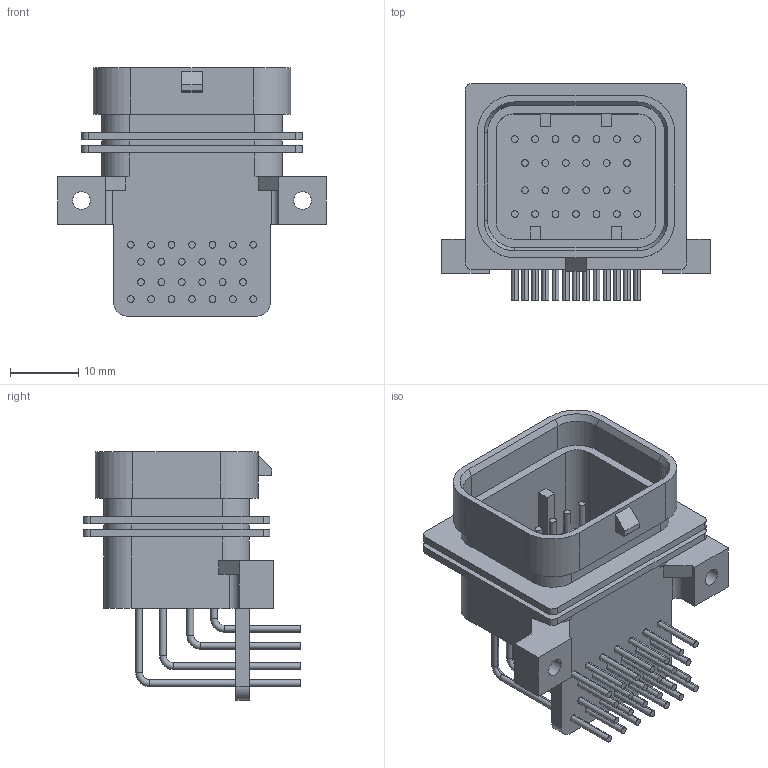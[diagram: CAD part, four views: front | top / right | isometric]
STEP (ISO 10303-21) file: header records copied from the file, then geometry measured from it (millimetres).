
FILE_DESCRIPTION((''),'2;1');
FILE_NAME('C-6437288-4','2010-02-15T',('workeradm'),(''),'PRO/ENGINEER BY PARAMETRIC TECHNOLOGY CORPORATION, 2008380','PRO/ENGINEER BY PARAMETRIC TECHNOLOGY CORPORATION, 2008380','');
FILE_SCHEMA(('AUTOMOTIVE_DESIGN { 1 0 10303 214 1 1 1 1 }'));
Length unit declared in the file: millimetre
Products named in the file (1): C-6437288-4
Bounding box: 39.5 x 31.9 x 36.5 mm (x, y, z)
Volume: 7194.1 mm3; surface area: 10083.6 mm2
Topology: 1 solids, 1 shells, 448 faces, 1046 edges, 660 vertices
Faces by surface type: cylinder 251, plane 141, torus 52, cone 4
Entity records: 13064 total; most frequent: DIRECTION 2500, CARTESIAN_POINT 2155, ORIENTED_EDGE 2092, EDGE_CURVE 1046, AXIS2_PLACEMENT_3D 1006, VERTEX_POINT 660, EDGE_LOOP 564, CIRCLE 558
